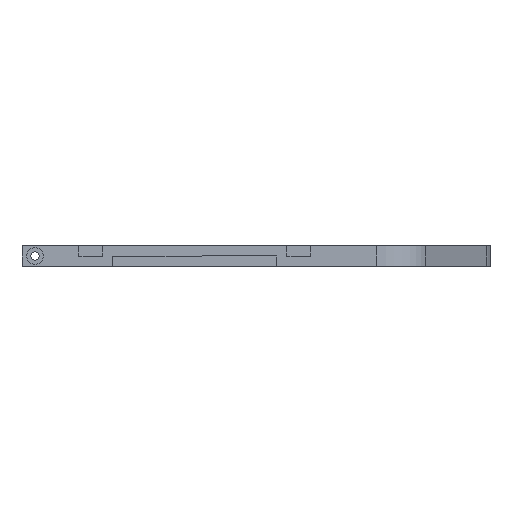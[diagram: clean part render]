
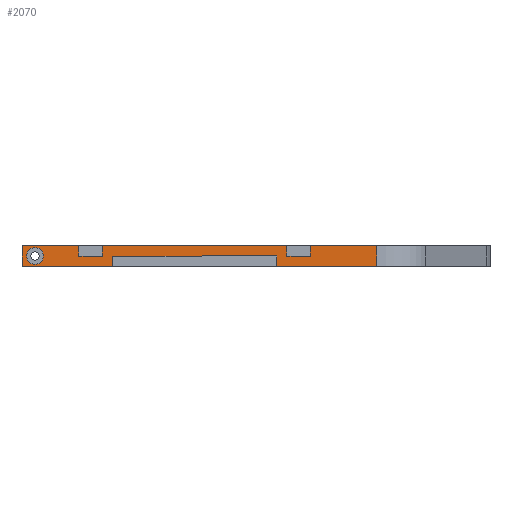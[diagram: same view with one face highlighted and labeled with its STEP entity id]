
A CAD part, left-side view. The second image highlights one B-rep face of the part: STEP entity #2070.
In plain terms, the highlighted planar face has unit normal (-1, 0, 0).
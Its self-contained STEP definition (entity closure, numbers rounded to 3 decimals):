
#3 = AXIS2_PLACEMENT_3D ( 'NONE', #43, #1344, #256 ) ;
#43 = CARTESIAN_POINT ( 'NONE',  ( -119.352, 405., -98. ) ) ;
#52 = CARTESIAN_POINT ( 'NONE',  ( -119.352, 405., -98. ) ) ;
#73 = EDGE_CURVE ( 'NONE', #1595, #2363, #2716, .T. ) ;
#89 = CARTESIAN_POINT ( 'NONE',  ( -119.352, 405., -90. ) ) ;
#125 = CARTESIAN_POINT ( 'NONE',  ( -119.352, 370.1, -98. ) ) ;
#130 = ORIENTED_EDGE ( 'NONE', *, *, #202, .T. ) ;
#132 = CARTESIAN_POINT ( 'NONE',  ( -119.352, 325., -94.1 ) ) ;
#158 = CARTESIAN_POINT ( 'NONE',  ( -119.352, 400., -94. ) ) ;
#159 = CARTESIAN_POINT ( 'NONE',  ( -119.352, 374.1, -90. ) ) ;
#178 = ORIENTED_EDGE ( 'NONE', *, *, #2119, .F. ) ;
#182 = VECTOR ( 'NONE', #2615, 1000. ) ;
#187 = EDGE_CURVE ( 'NONE', #1500, #2369, #1255, .T. ) ;
#202 = EDGE_CURVE ( 'NONE', #2322, #1452, #2580, .T. ) ;
#220 = EDGE_LOOP ( 'NONE', ( #636, #237 ) ) ;
#237 = ORIENTED_EDGE ( 'NONE', *, *, #2426, .F. ) ;
#256 = DIRECTION ( 'NONE',  ( 0., 1., 0. ) ) ;
#266 = CARTESIAN_POINT ( 'NONE',  ( -119.352, 405., -98. ) ) ;
#304 = ORIENTED_EDGE ( 'NONE', *, *, #664, .T. ) ;
#348 = VECTOR ( 'NONE', #494, 1000. ) ;
#352 = VECTOR ( 'NONE', #2545, 1000. ) ;
#356 = CARTESIAN_POINT ( 'NONE',  ( -119.352, 303.1, -90. ) ) ;
#360 = CARTESIAN_POINT ( 'NONE',  ( -119.352, 405., -90. ) ) ;
#393 = AXIS2_PLACEMENT_3D ( 'NONE', #2152, #2360, #1942 ) ;
#402 = DIRECTION ( 'NONE',  ( 0., 0., 1. ) ) ;
#418 = CARTESIAN_POINT ( 'NONE',  ( -119.352, 400., -90.75 ) ) ;
#426 = VERTEX_POINT ( 'NONE', #917 ) ;
#467 = ORIENTED_EDGE ( 'NONE', *, *, #1768, .F. ) ;
#485 = CARTESIAN_POINT ( 'NONE',  ( -119.352, 405., -90. ) ) ;
#494 = DIRECTION ( 'NONE',  ( 0., 1., 0. ) ) ;
#497 = EDGE_CURVE ( 'NONE', #1334, #1307, #1494, .T. ) ;
#508 = DIRECTION ( 'NONE',  ( 0., 1., 0. ) ) ;
#521 = CARTESIAN_POINT ( 'NONE',  ( -119.352, 294.1, -98. ) ) ;
#531 = VECTOR ( 'NONE', #2752, 1000. ) ;
#541 = ORIENTED_EDGE ( 'NONE', *, *, #2338, .T. ) ;
#551 = DIRECTION ( 'NONE',  ( 0., 0., -1. ) ) ;
#562 = LINE ( 'NONE', #1835, #1109 ) ;
#636 = ORIENTED_EDGE ( 'NONE', *, *, #2490, .F. ) ;
#642 = CARTESIAN_POINT ( 'NONE',  ( -119.352, 383.1, -94.1 ) ) ;
#644 = EDGE_CURVE ( 'NONE', #1812, #2124, #1904, .T. ) ;
#660 = CARTESIAN_POINT ( 'NONE',  ( -119.352, 370.1, -94. ) ) ;
#664 = EDGE_CURVE ( 'NONE', #426, #680, #1428, .T. ) ;
#680 = VERTEX_POINT ( 'NONE', #360 ) ;
#696 = CARTESIAN_POINT ( 'NONE',  ( -119.352, 294.1, -94.1 ) ) ;
#697 = LINE ( 'NONE', #2294, #2275 ) ;
#734 = CARTESIAN_POINT ( 'NONE',  ( -119.352, 307.1, -94. ) ) ;
#781 = CARTESIAN_POINT ( 'NONE',  ( -119.352, 268.504, -98. ) ) ;
#785 = DIRECTION ( 'NONE',  ( 0., -1., 0. ) ) ;
#798 = DIRECTION ( 'NONE',  ( 0., 1., 0. ) ) ;
#825 = DIRECTION ( 'NONE',  ( 0., 0., 1. ) ) ;
#830 = CARTESIAN_POINT ( 'NONE',  ( -119.352, 268.504, -98. ) ) ;
#849 = AXIS2_PLACEMENT_3D ( 'NONE', #158, #1495, #825 ) ;
#871 = VERTEX_POINT ( 'NONE', #2378 ) ;
#872 = ORIENTED_EDGE ( 'NONE', *, *, #187, .F. ) ;
#880 = LINE ( 'NONE', #1945, #2237 ) ;
#917 = CARTESIAN_POINT ( 'NONE',  ( -119.352, 383.1, -90. ) ) ;
#974 = VECTOR ( 'NONE', #785, 1000. ) ;
#993 = VERTEX_POINT ( 'NONE', #1551 ) ;
#1011 = CARTESIAN_POINT ( 'NONE',  ( -119.352, 370.1, -94. ) ) ;
#1047 = VECTOR ( 'NONE', #2117, 1000. ) ;
#1051 = VECTOR ( 'NONE', #508, 1000. ) ;
#1054 = EDGE_CURVE ( 'NONE', #2124, #2363, #2349, .T. ) ;
#1107 = VECTOR ( 'NONE', #1130, 1000. ) ;
#1109 = VECTOR ( 'NONE', #1409, 1000. ) ;
#1130 = DIRECTION ( 'NONE',  ( 0., 0., 1. ) ) ;
#1201 = VERTEX_POINT ( 'NONE', #1435 ) ;
#1219 = VECTOR ( 'NONE', #798, 1000. ) ;
#1239 = EDGE_CURVE ( 'NONE', #1334, #871, #697, .T. ) ;
#1255 = LINE ( 'NONE', #1011, #1490 ) ;
#1275 = ORIENTED_EDGE ( 'NONE', *, *, #2201, .T. ) ;
#1290 = CARTESIAN_POINT ( 'NONE',  ( -119.352, 405., -98. ) ) ;
#1304 = ORIENTED_EDGE ( 'NONE', *, *, #1967, .F. ) ;
#1307 = VERTEX_POINT ( 'NONE', #159 ) ;
#1334 = VERTEX_POINT ( 'NONE', #356 ) ;
#1335 = PLANE ( 'NONE',  #3 ) ;
#1344 = DIRECTION ( 'NONE',  ( 1., 0., 0. ) ) ;
#1372 = DIRECTION ( 'NONE',  ( 0., 0., -1. ) ) ;
#1402 = CARTESIAN_POINT ( 'NONE',  ( -119.352, 307.1, -94. ) ) ;
#1409 = DIRECTION ( 'NONE',  ( 0., 0., -1. ) ) ;
#1428 = LINE ( 'NONE', #1890, #1219 ) ;
#1435 = CARTESIAN_POINT ( 'NONE',  ( -119.352, 307.1, -98. ) ) ;
#1452 = VERTEX_POINT ( 'NONE', #642 ) ;
#1485 = VECTOR ( 'NONE', #1372, 1000. ) ;
#1490 = VECTOR ( 'NONE', #2820, 1000. ) ;
#1494 = LINE ( 'NONE', #89, #1051 ) ;
#1495 = DIRECTION ( 'NONE',  ( -1., 0., 0. ) ) ;
#1497 = ORIENTED_EDGE ( 'NONE', *, *, #644, .T. ) ;
#1500 = VERTEX_POINT ( 'NONE', #660 ) ;
#1551 = CARTESIAN_POINT ( 'NONE',  ( -119.352, 400., -97.25 ) ) ;
#1571 = ORIENTED_EDGE ( 'NONE', *, *, #2760, .F. ) ;
#1590 = EDGE_LOOP ( 'NONE', ( #1275, #1571, #1497, #2571, #2257, #1911, #2843, #1633, #1688, #130, #467, #304, #178, #1304, #872, #541 ) ) ;
#1595 = VERTEX_POINT ( 'NONE', #696 ) ;
#1633 = ORIENTED_EDGE ( 'NONE', *, *, #497, .T. ) ;
#1666 = VECTOR ( 'NONE', #2703, 1000. ) ;
#1688 = ORIENTED_EDGE ( 'NONE', *, *, #1912, .F. ) ;
#1697 = FACE_OUTER_BOUND ( 'NONE', #1590, .T. ) ;
#1699 = LINE ( 'NONE', #2090, #352 ) ;
#1768 = EDGE_CURVE ( 'NONE', #426, #1452, #562, .T. ) ;
#1788 = CIRCLE ( 'NONE', #393, 3.25 ) ;
#1803 = VERTEX_POINT ( 'NONE', #2331 ) ;
#1812 = VERTEX_POINT ( 'NONE', #781 ) ;
#1831 = VECTOR ( 'NONE', #2708, 1000. ) ;
#1835 = CARTESIAN_POINT ( 'NONE',  ( -119.352, 383.1, -98. ) ) ;
#1852 = EDGE_CURVE ( 'NONE', #1595, #871, #1699, .T. ) ;
#1858 = CARTESIAN_POINT ( 'NONE',  ( -119.352, 294.1, -90. ) ) ;
#1890 = CARTESIAN_POINT ( 'NONE',  ( -119.352, 405., -90. ) ) ;
#1904 = LINE ( 'NONE', #830, #531 ) ;
#1911 = ORIENTED_EDGE ( 'NONE', *, *, #1852, .T. ) ;
#1912 = EDGE_CURVE ( 'NONE', #2322, #1307, #880, .T. ) ;
#1928 = LINE ( 'NONE', #1290, #182 ) ;
#1942 = DIRECTION ( 'NONE',  ( 0., 0., 1. ) ) ;
#1945 = CARTESIAN_POINT ( 'NONE',  ( -119.352, 374.1, -98. ) ) ;
#1959 = LINE ( 'NONE', #2761, #974 ) ;
#1967 = EDGE_CURVE ( 'NONE', #2369, #1803, #1928, .T. ) ;
#2064 = CIRCLE ( 'NONE', #849, 3.25 ) ;
#2070 = ADVANCED_FACE ( 'NONE', ( #2707, #1697 ), #1335, .F. ) ;
#2090 = CARTESIAN_POINT ( 'NONE',  ( -119.352, 245., -94.1 ) ) ;
#2117 = DIRECTION ( 'NONE',  ( 0., 1., 0. ) ) ;
#2119 = EDGE_CURVE ( 'NONE', #1803, #680, #2133, .T. ) ;
#2124 = VERTEX_POINT ( 'NONE', #2204 ) ;
#2133 = LINE ( 'NONE', #266, #1107 ) ;
#2152 = CARTESIAN_POINT ( 'NONE',  ( -119.352, 400., -94. ) ) ;
#2201 = EDGE_CURVE ( 'NONE', #2261, #1201, #2815, .T. ) ;
#2204 = CARTESIAN_POINT ( 'NONE',  ( -119.352, 268.504, -90. ) ) ;
#2237 = VECTOR ( 'NONE', #402, 1000. ) ;
#2257 = ORIENTED_EDGE ( 'NONE', *, *, #73, .F. ) ;
#2261 = VERTEX_POINT ( 'NONE', #1402 ) ;
#2275 = VECTOR ( 'NONE', #551, 1000. ) ;
#2294 = CARTESIAN_POINT ( 'NONE',  ( -119.352, 303.1, -98. ) ) ;
#2322 = VERTEX_POINT ( 'NONE', #2335 ) ;
#2331 = CARTESIAN_POINT ( 'NONE',  ( -119.352, 405., -98. ) ) ;
#2335 = CARTESIAN_POINT ( 'NONE',  ( -119.352, 374.1, -94.1 ) ) ;
#2338 = EDGE_CURVE ( 'NONE', #1500, #2261, #1959, .T. ) ;
#2349 = LINE ( 'NONE', #485, #1666 ) ;
#2360 = DIRECTION ( 'NONE',  ( -1., 0., 0. ) ) ;
#2363 = VERTEX_POINT ( 'NONE', #1858 ) ;
#2369 = VERTEX_POINT ( 'NONE', #125 ) ;
#2378 = CARTESIAN_POINT ( 'NONE',  ( -119.352, 303.1, -94.1 ) ) ;
#2426 = EDGE_CURVE ( 'NONE', #993, #2555, #1788, .T. ) ;
#2490 = EDGE_CURVE ( 'NONE', #2555, #993, #2064, .T. ) ;
#2545 = DIRECTION ( 'NONE',  ( 0., 1., 0. ) ) ;
#2555 = VERTEX_POINT ( 'NONE', #418 ) ;
#2571 = ORIENTED_EDGE ( 'NONE', *, *, #1054, .T. ) ;
#2580 = LINE ( 'NONE', #132, #1047 ) ;
#2615 = DIRECTION ( 'NONE',  ( 0., 1., 0. ) ) ;
#2703 = DIRECTION ( 'NONE',  ( 0., 1., 0. ) ) ;
#2707 = FACE_BOUND ( 'NONE', #220, .T. ) ;
#2708 = DIRECTION ( 'NONE',  ( 0., 0., 1. ) ) ;
#2716 = LINE ( 'NONE', #521, #1831 ) ;
#2747 = LINE ( 'NONE', #52, #348 ) ;
#2752 = DIRECTION ( 'NONE',  ( 0., 0., 1. ) ) ;
#2760 = EDGE_CURVE ( 'NONE', #1812, #1201, #2747, .T. ) ;
#2761 = CARTESIAN_POINT ( 'NONE',  ( -119.352, 370.1, -94. ) ) ;
#2815 = LINE ( 'NONE', #734, #1485 ) ;
#2820 = DIRECTION ( 'NONE',  ( 0., 0., -1. ) ) ;
#2843 = ORIENTED_EDGE ( 'NONE', *, *, #1239, .F. ) ;
